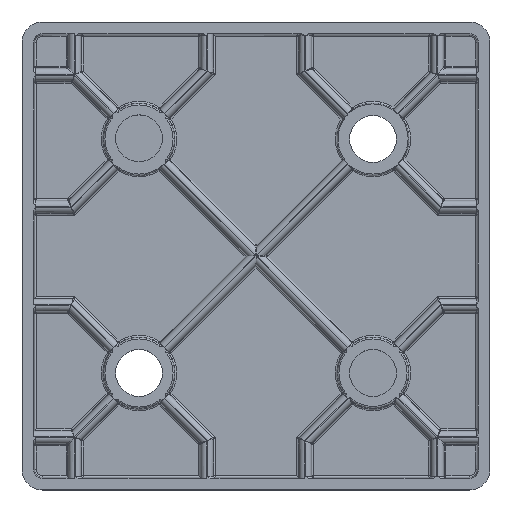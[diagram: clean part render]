
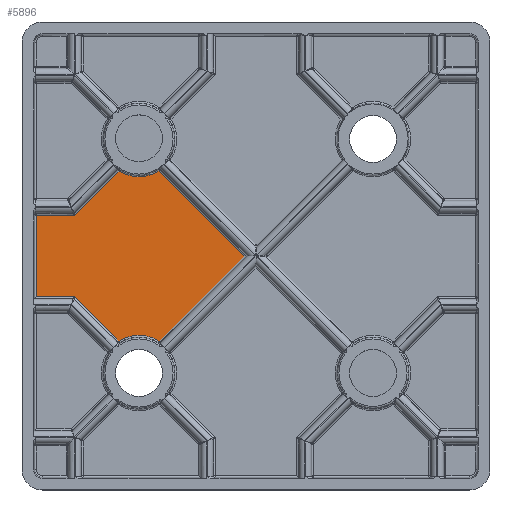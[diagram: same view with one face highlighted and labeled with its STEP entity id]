
A CAD part, top view. The second image highlights one B-rep face of the part: STEP entity #5896.
In plain terms, the highlighted planar face has unit normal (0, 0, 1).
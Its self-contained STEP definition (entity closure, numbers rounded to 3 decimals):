
#132 = EDGE_CURVE ( 'NONE', #11554, #10035, #7232, .T. ) ;
#648 = VECTOR ( 'NONE', #879, 1000. ) ;
#675 = VERTEX_POINT ( 'NONE', #9404 ) ;
#678 = CARTESIAN_POINT ( 'NONE',  ( 17.525, 55.475, 2. ) ) ;
#850 = LINE ( 'NONE', #9228, #15522 ) ;
#879 = DIRECTION ( 'NONE',  ( 0., -1., 0. ) ) ;
#1178 = CARTESIAN_POINT ( 'NONE',  ( -1.025, -1.025, 2. ) ) ;
#1222 = VECTOR ( 'NONE', #15838, 1000. ) ;
#1280 = ORIENTED_EDGE ( 'NONE', *, *, #17754, .T. ) ;
#1302 = DIRECTION ( 'NONE',  ( 0., 0., 1. ) ) ;
#1303 = ORIENTED_EDGE ( 'NONE', *, *, #10996, .T. ) ;
#1460 = VECTOR ( 'NONE', #14430, 1000. ) ;
#1748 = ORIENTED_EDGE ( 'NONE', *, *, #5893, .T. ) ;
#1945 = ORIENTED_EDGE ( 'NONE', *, *, #10449, .T. ) ;
#2449 = DIRECTION ( 'NONE',  ( 0., 0., -1. ) ) ;
#3114 = ORIENTED_EDGE ( 'NONE', *, *, #5190, .T. ) ;
#4523 = ORIENTED_EDGE ( 'NONE', *, *, #18450, .T. ) ;
#5097 = LINE ( 'NONE', #1178, #1222 ) ;
#5190 = EDGE_CURVE ( 'NONE', #17483, #7917, #10317, .T. ) ;
#5341 = LINE ( 'NONE', #5644, #1460 ) ;
#5347 = CARTESIAN_POINT ( 'NONE',  ( -20., 20., 2. ) ) ;
#5584 = CARTESIAN_POINT ( 'NONE',  ( -30.985, -6.964, 2. ) ) ;
#5644 = CARTESIAN_POINT ( 'NONE',  ( 36.5, 6.964, 2. ) ) ;
#5893 = EDGE_CURVE ( 'NONE', #10035, #15834, #5341, .T. ) ;
#5896 = ADVANCED_FACE ( 'NONE', ( #12679 ), #8630, .T. ) ;
#6679 = DIRECTION ( 'NONE',  ( 0.707, -0.707, 0. ) ) ;
#6850 = DIRECTION ( 'NONE',  ( 1., 0., 0. ) ) ;
#6944 = DIRECTION ( 'NONE',  ( 0.707, 0.707, 0. ) ) ;
#7232 = LINE ( 'NONE', #678, #18431 ) ;
#7441 = AXIS2_PLACEMENT_3D ( 'NONE', #11236, #2449, #12699 ) ;
#7917 = VERTEX_POINT ( 'NONE', #12638 ) ;
#8100 = VECTOR ( 'NONE', #6944, 1000. ) ;
#8630 = PLANE ( 'NONE',  #12765 ) ;
#9121 = CARTESIAN_POINT ( 'NONE',  ( -16.581, 14.531, 2. ) ) ;
#9228 = CARTESIAN_POINT ( 'NONE',  ( 36.5, -6.964, 2. ) ) ;
#9404 = CARTESIAN_POINT ( 'NONE',  ( -37.55, -6.964, 2. ) ) ;
#9671 = CIRCLE ( 'NONE', #7441, 6.45 ) ;
#10035 = VERTEX_POINT ( 'NONE', #13534 ) ;
#10317 = LINE ( 'NONE', #15435, #10749 ) ;
#10449 = EDGE_CURVE ( 'NONE', #18017, #11554, #11270, .T. ) ;
#10749 = VECTOR ( 'NONE', #6679, 1000. ) ;
#10985 = LINE ( 'NONE', #16956, #648 ) ;
#10996 = EDGE_CURVE ( 'NONE', #7917, #17230, #9671, .T. ) ;
#11236 = CARTESIAN_POINT ( 'NONE',  ( -20., -20., 2. ) ) ;
#11270 = CIRCLE ( 'NONE', #18312, 6.45 ) ;
#11526 = LINE ( 'NONE', #17181, #8100 ) ;
#11553 = DIRECTION ( 'NONE',  ( 1., 0., 0. ) ) ;
#11554 = VERTEX_POINT ( 'NONE', #12428 ) ;
#11772 = ORIENTED_EDGE ( 'NONE', *, *, #132, .T. ) ;
#11806 = CARTESIAN_POINT ( 'NONE',  ( -16.581, -14.531, 2. ) ) ;
#12428 = CARTESIAN_POINT ( 'NONE',  ( -23.419, 14.531, 2. ) ) ;
#12638 = CARTESIAN_POINT ( 'NONE',  ( -23.419, -14.531, 2. ) ) ;
#12669 = EDGE_CURVE ( 'NONE', #15834, #675, #10985, .T. ) ;
#12679 = FACE_OUTER_BOUND ( 'NONE', #13177, .T. ) ;
#12699 = DIRECTION ( 'NONE',  ( 1., 0., 0. ) ) ;
#12765 = AXIS2_PLACEMENT_3D ( 'NONE', #18861, #1302, #11553 ) ;
#13177 = EDGE_LOOP ( 'NONE', ( #14984, #1945, #11772, #1748, #17959, #4523, #3114, #1303, #1280 ) ) ;
#13534 = CARTESIAN_POINT ( 'NONE',  ( -30.985, 6.964, 2. ) ) ;
#13873 = DIRECTION ( 'NONE',  ( -0.707, -0.707, 0. ) ) ;
#14430 = DIRECTION ( 'NONE',  ( -1., 0., 0. ) ) ;
#14984 = ORIENTED_EDGE ( 'NONE', *, *, #17104, .T. ) ;
#15049 = CARTESIAN_POINT ( 'NONE',  ( -37.55, 6.964, 2. ) ) ;
#15435 = CARTESIAN_POINT ( 'NONE',  ( -18.975, -18.975, 2. ) ) ;
#15522 = VECTOR ( 'NONE', #17969, 1000. ) ;
#15599 = DIRECTION ( 'NONE',  ( 0., 0., -1. ) ) ;
#15834 = VERTEX_POINT ( 'NONE', #15049 ) ;
#15838 = DIRECTION ( 'NONE',  ( -0.707, 0.707, 0. ) ) ;
#16956 = CARTESIAN_POINT ( 'NONE',  ( -37.55, 36.5, 2. ) ) ;
#17104 = EDGE_CURVE ( 'NONE', #18395, #18017, #5097, .T. ) ;
#17181 = CARTESIAN_POINT ( 'NONE',  ( 35.475, 37.525, 2. ) ) ;
#17230 = VERTEX_POINT ( 'NONE', #11806 ) ;
#17483 = VERTEX_POINT ( 'NONE', #5584 ) ;
#17754 = EDGE_CURVE ( 'NONE', #17230, #18395, #11526, .T. ) ;
#17850 = CARTESIAN_POINT ( 'NONE',  ( -2.05, 0., 2. ) ) ;
#17959 = ORIENTED_EDGE ( 'NONE', *, *, #12669, .T. ) ;
#17969 = DIRECTION ( 'NONE',  ( 1., 0., 0. ) ) ;
#18017 = VERTEX_POINT ( 'NONE', #9121 ) ;
#18312 = AXIS2_PLACEMENT_3D ( 'NONE', #5347, #15599, #6850 ) ;
#18395 = VERTEX_POINT ( 'NONE', #17850 ) ;
#18431 = VECTOR ( 'NONE', #13873, 1000. ) ;
#18450 = EDGE_CURVE ( 'NONE', #675, #17483, #850, .T. ) ;
#18861 = CARTESIAN_POINT ( 'NONE',  ( 36.5, 36.5, 2. ) ) ;
